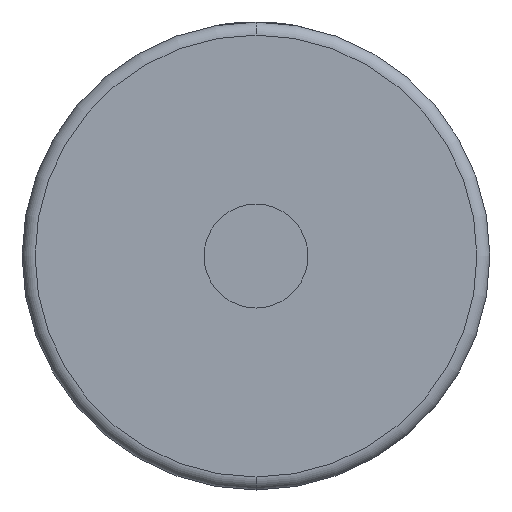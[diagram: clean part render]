
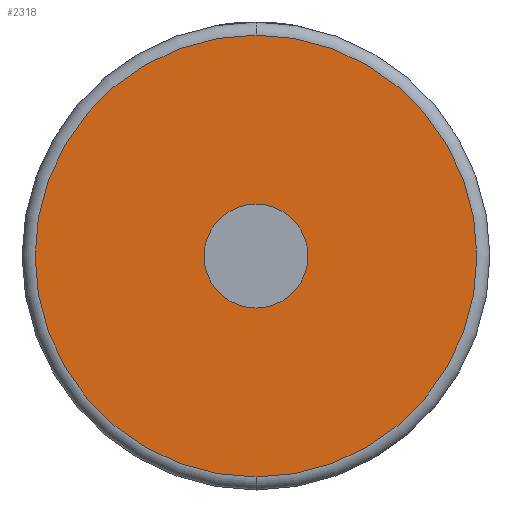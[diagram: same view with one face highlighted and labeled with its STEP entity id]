
A CAD part, front view. The second image highlights one B-rep face of the part: STEP entity #2318.
In plain terms, the highlighted planar face has unit normal (0, -1, 0).
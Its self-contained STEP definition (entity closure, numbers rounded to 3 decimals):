
#36 = PLANE ( 'NONE',  #319 ) ;
#90 = DIRECTION ( 'NONE',  ( 0., -1., 0. ) ) ;
#125 = VERTEX_POINT ( 'NONE', #941 ) ;
#176 = CIRCLE ( 'NONE', #673, 17. ) ;
#194 = ORIENTED_EDGE ( 'NONE', *, *, #1692, .F. ) ;
#201 = CARTESIAN_POINT ( 'NONE',  ( 0., 0., -17. ) ) ;
#218 = VERTEX_POINT ( 'NONE', #201 ) ;
#278 = ORIENTED_EDGE ( 'NONE', *, *, #1323, .F. ) ;
#288 = CARTESIAN_POINT ( 'NONE',  ( 0., 0., 0. ) ) ;
#319 = AXIS2_PLACEMENT_3D ( 'NONE', #288, #1034, #1278 ) ;
#335 = CARTESIAN_POINT ( 'NONE',  ( 0., 0., -4. ) ) ;
#374 = DIRECTION ( 'NONE',  ( 0., 0., 1. ) ) ;
#551 = ORIENTED_EDGE ( 'NONE', *, *, #2469, .T. ) ;
#555 = DIRECTION ( 'NONE',  ( 0., -1., 0. ) ) ;
#567 = DIRECTION ( 'NONE',  ( 0., 0., 1. ) ) ;
#673 = AXIS2_PLACEMENT_3D ( 'NONE', #2765, #555, #3049 ) ;
#867 = VERTEX_POINT ( 'NONE', #1164 ) ;
#879 = CARTESIAN_POINT ( 'NONE',  ( 0., 0., 0. ) ) ;
#941 = CARTESIAN_POINT ( 'NONE',  ( 0., 0., 4. ) ) ;
#1034 = DIRECTION ( 'NONE',  ( 0., 1., 0. ) ) ;
#1076 = DIRECTION ( 'NONE',  ( 0., 0., 1. ) ) ;
#1077 = CIRCLE ( 'NONE', #2970, 4. ) ;
#1112 = DIRECTION ( 'NONE',  ( 0., -1., 0. ) ) ;
#1150 = CIRCLE ( 'NONE', #1333, 4. ) ;
#1154 = FACE_BOUND ( 'NONE', #2153, .T. ) ;
#1164 = CARTESIAN_POINT ( 'NONE',  ( 0., 0., 17. ) ) ;
#1209 = AXIS2_PLACEMENT_3D ( 'NONE', #3069, #90, #1076 ) ;
#1278 = DIRECTION ( 'NONE',  ( 0., 0., 1. ) ) ;
#1323 = EDGE_CURVE ( 'NONE', #2344, #125, #1077, .T. ) ;
#1333 = AXIS2_PLACEMENT_3D ( 'NONE', #1786, #1546, #567 ) ;
#1468 = CIRCLE ( 'NONE', #1209, 17. ) ;
#1546 = DIRECTION ( 'NONE',  ( 0., -1., 0. ) ) ;
#1647 = EDGE_LOOP ( 'NONE', ( #2420, #551 ) ) ;
#1692 = EDGE_CURVE ( 'NONE', #125, #2344, #1150, .T. ) ;
#1708 = EDGE_CURVE ( 'NONE', #867, #218, #176, .T. ) ;
#1786 = CARTESIAN_POINT ( 'NONE',  ( 0., 0., 0. ) ) ;
#2153 = EDGE_LOOP ( 'NONE', ( #194, #278 ) ) ;
#2318 = ADVANCED_FACE ( 'NONE', ( #2776, #1154 ), #36, .F. ) ;
#2344 = VERTEX_POINT ( 'NONE', #335 ) ;
#2420 = ORIENTED_EDGE ( 'NONE', *, *, #1708, .T. ) ;
#2469 = EDGE_CURVE ( 'NONE', #218, #867, #1468, .T. ) ;
#2765 = CARTESIAN_POINT ( 'NONE',  ( 0., 0., 0. ) ) ;
#2776 = FACE_OUTER_BOUND ( 'NONE', #1647, .T. ) ;
#2970 = AXIS2_PLACEMENT_3D ( 'NONE', #879, #1112, #374 ) ;
#3049 = DIRECTION ( 'NONE',  ( 0., 0., 1. ) ) ;
#3069 = CARTESIAN_POINT ( 'NONE',  ( 0., 0., 0. ) ) ;
